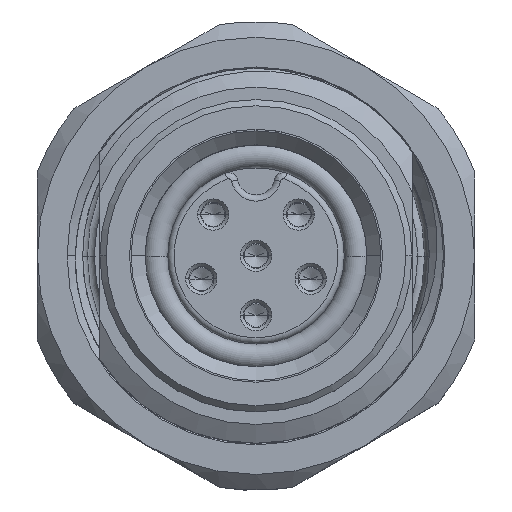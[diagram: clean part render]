
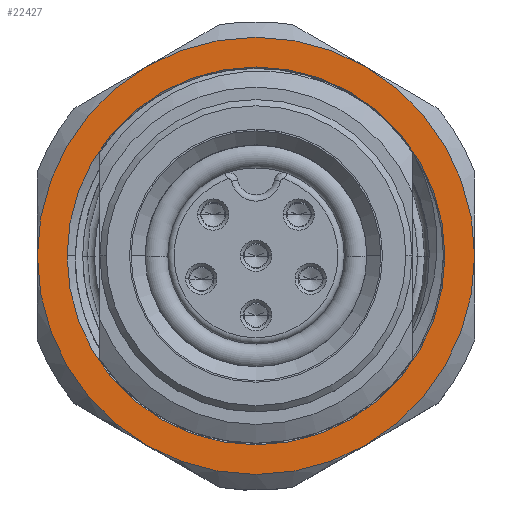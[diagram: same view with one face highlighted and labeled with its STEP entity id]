
A CAD part, top view. The second image highlights one B-rep face of the part: STEP entity #22427.
In plain terms, the highlighted planar face has unit normal (0, 0, 1).
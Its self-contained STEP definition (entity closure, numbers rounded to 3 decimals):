
#21415=CARTESIAN_POINT('',(0.,0.,3.2));
#21416=DIRECTION('',(0.,0.,1.));
#21417=DIRECTION('',(-0.5,-0.866,0.));
#21418=AXIS2_PLACEMENT_3D('',#21415,#21416,#21417);
#21420=CARTESIAN_POINT('',(0.,0.,3.2));
#21421=DIRECTION('',(0.,0.,-1.));
#21422=DIRECTION('',(-1.,0.,0.));
#21423=AXIS2_PLACEMENT_3D('',#21420,#21421,#21422);
#21425=CARTESIAN_POINT('',(0.,0.,3.2));
#21426=DIRECTION('',(0.,0.,-1.));
#21427=DIRECTION('',(1.,0.,0.));
#21428=AXIS2_PLACEMENT_3D('',#21425,#21426,#21427);
#21430=CARTESIAN_POINT('',(0.,0.,3.2));
#21431=DIRECTION('',(0.,0.,-1.));
#21432=DIRECTION('',(-0.5,-0.866,0.));
#21433=AXIS2_PLACEMENT_3D('',#21430,#21431,#21432);
#21435=CARTESIAN_POINT('',(0.,0.,3.2));
#21436=DIRECTION('',(0.,0.,-1.));
#21437=DIRECTION('',(-1.,0.,0.));
#21438=AXIS2_PLACEMENT_3D('',#21435,#21436,#21437);
#21440=CARTESIAN_POINT('',(0.,0.,3.2));
#21441=DIRECTION('',(0.,0.,-1.));
#21442=DIRECTION('',(0.5,0.866,0.));
#21443=AXIS2_PLACEMENT_3D('',#21440,#21441,#21442);
#21445=CARTESIAN_POINT('',(0.,0.,3.2));
#21446=DIRECTION('',(0.,0.,-1.));
#21447=DIRECTION('',(1.,0.,0.));
#21448=AXIS2_PLACEMENT_3D('',#21445,#21446,#21447);
#21757=CARTESIAN_POINT('',(0.,0.,3.2));
#21758=DIRECTION('',(0.,0.,1.));
#21759=DIRECTION('',(0.5,0.866,0.));
#21760=AXIS2_PLACEMENT_3D('',#21757,#21758,#21759);
#21766=CARTESIAN_POINT('',(-6.05,0.,3.2));
#21767=CARTESIAN_POINT('',(6.05,0.,3.2));
#21768=VERTEX_POINT('',#21766);
#21769=VERTEX_POINT('',#21767);
#21816=CARTESIAN_POINT('',(-3.5,-6.062,3.2));
#21817=CARTESIAN_POINT('',(-7.,0.,3.2));
#21818=VERTEX_POINT('',#21816);
#21819=VERTEX_POINT('',#21817);
#21820=CARTESIAN_POINT('',(-3.5,6.062,3.2));
#21821=VERTEX_POINT('',#21820);
#21822=CARTESIAN_POINT('',(3.5,6.062,3.2));
#21823=CARTESIAN_POINT('',(7.,0.,3.2));
#21824=VERTEX_POINT('',#21822);
#21825=VERTEX_POINT('',#21823);
#21826=CARTESIAN_POINT('',(3.5,-6.062,3.2));
#21827=VERTEX_POINT('',#21826);
#22407=CARTESIAN_POINT('',(0.,0.,3.2));
#22408=DIRECTION('',(0.,0.,1.));
#22409=DIRECTION('',(1.,0.,0.));
#22410=AXIS2_PLACEMENT_3D('',#22407,#22408,#22409);
#22411=PLANE('',#22410);
#22412=ORIENTED_EDGE('',*,*,#22401,.F.);
#22413=ORIENTED_EDGE('',*,*,#22360,.T.);
#22414=ORIENTED_EDGE('',*,*,#22347,.T.);
#22416=ORIENTED_EDGE('',*,*,#22415,.F.);
#22417=ORIENTED_EDGE('',*,*,#22373,.T.);
#22418=ORIENTED_EDGE('',*,*,#22386,.T.);
#22419=EDGE_LOOP('',(#22412,#22413,#22414,#22416,#22417,#22418));
#22420=FACE_OUTER_BOUND('',#22419,.F.);
#22422=ORIENTED_EDGE('',*,*,#22421,.F.);
#22424=ORIENTED_EDGE('',*,*,#22423,.F.);
#22425=EDGE_LOOP('',(#22422,#22424));
#22426=FACE_BOUND('',#22425,.F.);
#21419=CIRCLE('',#21418,7.);
#21424=CIRCLE('',#21423,6.05);
#21429=CIRCLE('',#21428,6.05);
#21434=CIRCLE('',#21433,7.);
#21439=CIRCLE('',#21438,7.);
#21444=CIRCLE('',#21443,7.);
#21449=CIRCLE('',#21448,7.);
#21761=CIRCLE('',#21760,7.);
#22347=EDGE_CURVE('',#21819,#21821,#21439,.T.);
#22360=EDGE_CURVE('',#21818,#21819,#21434,.T.);
#22373=EDGE_CURVE('',#21824,#21825,#21444,.T.);
#22386=EDGE_CURVE('',#21825,#21827,#21449,.T.);
#22401=EDGE_CURVE('',#21818,#21827,#21419,.T.);
#22415=EDGE_CURVE('',#21824,#21821,#21761,.T.);
#22421=EDGE_CURVE('',#21768,#21769,#21424,.T.);
#22423=EDGE_CURVE('',#21769,#21768,#21429,.T.);
#22427=ADVANCED_FACE('',(#22420,#22426),#22411,.T.);
